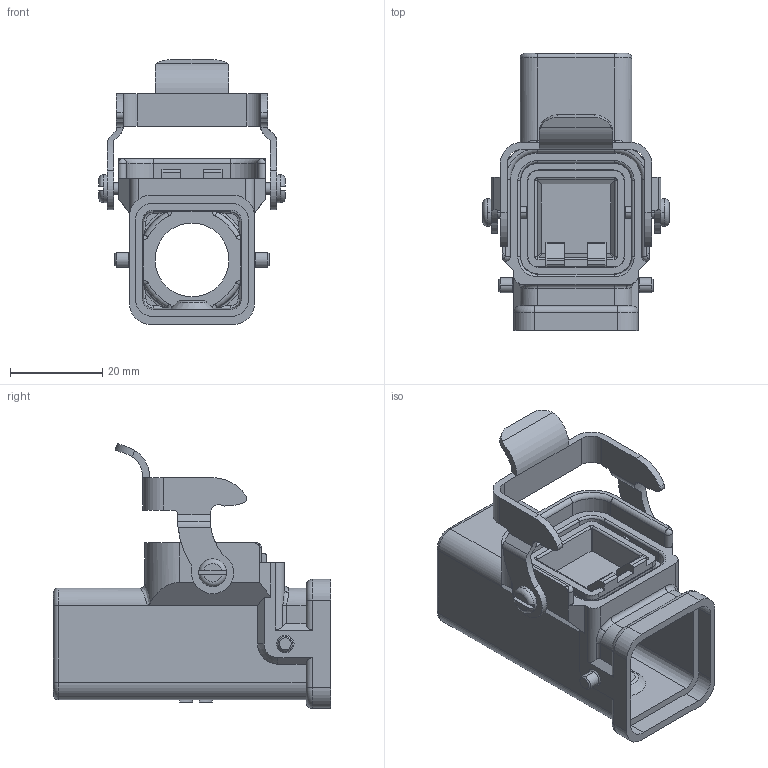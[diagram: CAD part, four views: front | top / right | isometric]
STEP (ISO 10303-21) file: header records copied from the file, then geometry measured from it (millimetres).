
FILE_DESCRIPTION((''),'2;1');
FILE_NAME('H3A-TE-2B-1L-S-M20_XD_PRT_1_1','2024-01-02T',('lj.zou'),(''),'PRO/ENGINEER BY PARAMETRIC TECHNOLOGY CORPORATION, 2012480','PRO/ENGINEER BY PARAMETRIC TECHNOLOGY CORPORATION, 2012480','');
FILE_SCHEMA(('CONFIG_CONTROL_DESIGN'));
Length unit declared in the file: millimetre
Products named in the file (1): H3A-TE-2B-1L-S-M20_XD_PRT_1_1
Bounding box: 40.4 x 60 x 57.4 mm (x, y, z)
Volume: 16551 mm3; surface area: 16950.8 mm2
Topology: 1 solids, 1 shells, 391 faces, 1062 edges, 684 vertices
Faces by surface type: plane 145, cylinder 144, torus 43, cone 41, bspline 16, sphere 2
Entity records: 14224 total; most frequent: CARTESIAN_POINT 4269, ORIENTED_EDGE 2120, DIRECTION 2095, EDGE_CURVE 1060, AXIS2_PLACEMENT_3D 799, VERTEX_POINT 684, VECTOR 497, LINE 497
